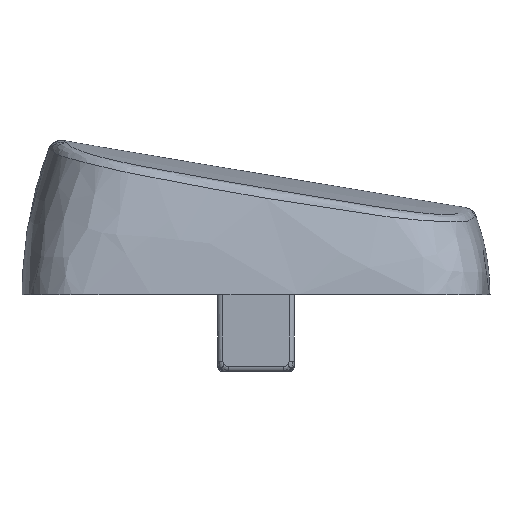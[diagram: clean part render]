
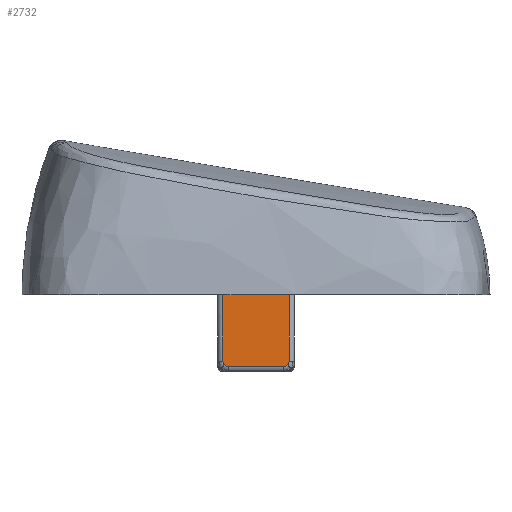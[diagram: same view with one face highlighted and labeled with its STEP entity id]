
A CAD part, left-side view. The second image highlights one B-rep face of the part: STEP entity #2732.
In plain terms, the highlighted planar face has unit normal (-1, 0, -0.009).
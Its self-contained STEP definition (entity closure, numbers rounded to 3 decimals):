
#23=PLANE('',#2981);
#68=LINE('',#7990,#116);
#70=LINE('',#7993,#118);
#72=LINE('',#7996,#120);
#77=LINE('',#8003,#125);
#116=VECTOR('',#3462,10.);
#118=VECTOR('',#3466,10.);
#120=VECTOR('',#3470,10.);
#125=VECTOR('',#3479,10.);
#275=FACE_OUTER_BOUND('',#414,.T.);
#414=EDGE_LOOP('',(#2190,#2191,#2192,#2193,#2194,#2195,#2196,#2197,#2198,
#2199,#2200,#2201));
#465=CIRCLE('',#2794,0.231);
#468=CIRCLE('',#2797,0.231);
#475=CIRCLE('',#2804,0.201);
#478=CIRCLE('',#2807,0.201);
#499=CIRCLE('',#2828,0.231);
#501=CIRCLE('',#2830,0.201);
#504=CIRCLE('',#2833,0.201);
#610=CIRCLE('',#2956,0.231);
#876=VERTEX_POINT('',#4345);
#877=VERTEX_POINT('',#4352);
#879=VERTEX_POINT('',#4398);
#888=VERTEX_POINT('',#4583);
#889=VERTEX_POINT('',#4590);
#891=VERTEX_POINT('',#4636);
#916=VERTEX_POINT('',#5151);
#917=VERTEX_POINT('',#5158);
#920=VERTEX_POINT('',#5205);
#921=VERTEX_POINT('',#5212);
#923=VERTEX_POINT('',#5258);
#1035=VERTEX_POINT('',#7731);
#1207=EDGE_CURVE('',#876,#877,#465,.T.);
#1211=EDGE_CURVE('',#879,#876,#468,.T.);
#1223=EDGE_CURVE('',#888,#889,#475,.T.);
#1227=EDGE_CURVE('',#891,#888,#478,.T.);
#1261=EDGE_CURVE('',#916,#917,#499,.T.);
#1265=EDGE_CURVE('',#920,#921,#501,.T.);
#1269=EDGE_CURVE('',#923,#920,#504,.T.);
#1450=EDGE_CURVE('',#1035,#916,#610,.T.);
#1477=EDGE_CURVE('',#889,#879,#68,.T.);
#1479=EDGE_CURVE('',#877,#1035,#70,.T.);
#1481=EDGE_CURVE('',#921,#891,#72,.T.);
#1486=EDGE_CURVE('',#917,#923,#77,.T.);
#2190=ORIENTED_EDGE('',*,*,#1211,.F.);
#2191=ORIENTED_EDGE('',*,*,#1477,.F.);
#2192=ORIENTED_EDGE('',*,*,#1223,.F.);
#2193=ORIENTED_EDGE('',*,*,#1227,.F.);
#2194=ORIENTED_EDGE('',*,*,#1481,.F.);
#2195=ORIENTED_EDGE('',*,*,#1265,.F.);
#2196=ORIENTED_EDGE('',*,*,#1269,.F.);
#2197=ORIENTED_EDGE('',*,*,#1486,.F.);
#2198=ORIENTED_EDGE('',*,*,#1261,.F.);
#2199=ORIENTED_EDGE('',*,*,#1450,.F.);
#2200=ORIENTED_EDGE('',*,*,#1479,.F.);
#2201=ORIENTED_EDGE('',*,*,#1207,.F.);
#2732=ADVANCED_FACE('',(#275),#23,.T.);
#2794=AXIS2_PLACEMENT_3D('',#4353,#3058,#3059);
#2797=AXIS2_PLACEMENT_3D('',#4400,#3064,#3065);
#2804=AXIS2_PLACEMENT_3D('',#4591,#3078,#3079);
#2807=AXIS2_PLACEMENT_3D('',#4638,#3084,#3085);
#2828=AXIS2_PLACEMENT_3D('',#5159,#3126,#3127);
#2830=AXIS2_PLACEMENT_3D('',#5213,#3130,#3131);
#2833=AXIS2_PLACEMENT_3D('',#5260,#3136,#3137);
#2956=AXIS2_PLACEMENT_3D('',#7733,#3406,#3407);
#2981=AXIS2_PLACEMENT_3D('',#8004,#3480,#3481);
#3058=DIRECTION('center_axis',(1.,0.,0.009));
#3059=DIRECTION('ref_axis',(-0.006,0.71,0.704));
#3064=DIRECTION('center_axis',(1.,0.,0.009));
#3065=DIRECTION('ref_axis',(-0.006,0.71,0.704));
#3078=DIRECTION('center_axis',(1.,0.,0.009));
#3079=DIRECTION('ref_axis',(0.006,0.704,-0.71));
#3084=DIRECTION('center_axis',(1.,0.,0.009));
#3085=DIRECTION('ref_axis',(0.006,0.704,-0.71));
#3126=DIRECTION('center_axis',(1.,0.,0.009));
#3127=DIRECTION('ref_axis',(-0.006,-0.71,0.704));
#3130=DIRECTION('center_axis',(1.,0.,0.009));
#3131=DIRECTION('ref_axis',(0.006,-0.704,-0.71));
#3136=DIRECTION('center_axis',(1.,0.,0.009));
#3137=DIRECTION('ref_axis',(0.006,-0.704,-0.71));
#3406=DIRECTION('center_axis',(1.,0.,0.009));
#3407=DIRECTION('ref_axis',(-0.006,-0.71,0.704));
#3462=DIRECTION('',(-0.009,0.009,1.));
#3466=DIRECTION('',(0.,-1.,0.));
#3470=DIRECTION('',(0.,1.,0.));
#3479=DIRECTION('',(0.009,0.009,-1.));
#3480=DIRECTION('center_axis',(-1.,0.,
-0.009));
#3481=DIRECTION('ref_axis',(0.,1.,0.));
#4345=CARTESIAN_POINT('',(-3.447,-46.396,-0.316));
#4352=CARTESIAN_POINT('',(-3.448,-46.56,-0.248));
#4353=CARTESIAN_POINT('Origin',(-3.446,-46.56,-0.478));
#4398=CARTESIAN_POINT('',(-3.446,-46.329,-0.48));
#4400=CARTESIAN_POINT('Origin',(-3.446,-46.56,-0.478));
#4583=CARTESIAN_POINT('',(-3.419,-46.414,-3.543));
#4590=CARTESIAN_POINT('',(-3.42,-46.355,-3.402));
#4591=CARTESIAN_POINT('Origin',(-3.42,-46.556,-3.401));
#4636=CARTESIAN_POINT('',(-3.419,-46.556,-3.602));
#4638=CARTESIAN_POINT('Origin',(-3.42,-46.556,-3.401));
#5151=CARTESIAN_POINT('',(-3.447,-48.854,-0.316));
#5158=CARTESIAN_POINT('',(-3.446,-48.921,-0.48));
#5159=CARTESIAN_POINT('Origin',(-3.446,-48.69,-0.478));
#5205=CARTESIAN_POINT('',(-3.419,-48.836,-3.543));
#5212=CARTESIAN_POINT('',(-3.419,-48.694,-3.602));
#5213=CARTESIAN_POINT('Origin',(-3.42,-48.694,-3.401));
#5258=CARTESIAN_POINT('',(-3.42,-48.895,-3.402));
#5260=CARTESIAN_POINT('Origin',(-3.42,-48.694,-3.401));
#7731=CARTESIAN_POINT('',(-3.448,-48.69,-0.248));
#7733=CARTESIAN_POINT('Origin',(-3.446,-48.69,-0.478));
#7990=CARTESIAN_POINT('',(-3.45,-46.325,-0.003));
#7993=CARTESIAN_POINT('',(-3.448,-46.875,-0.248));
#7996=CARTESIAN_POINT('',(-3.419,-46.875,-3.602));
#8003=CARTESIAN_POINT('',(-3.45,-48.925,-0.011));
#8004=CARTESIAN_POINT('Origin',(-3.45,-46.125,0.));
